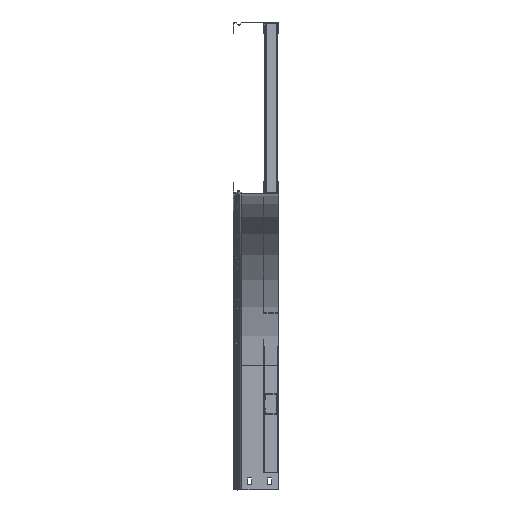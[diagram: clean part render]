
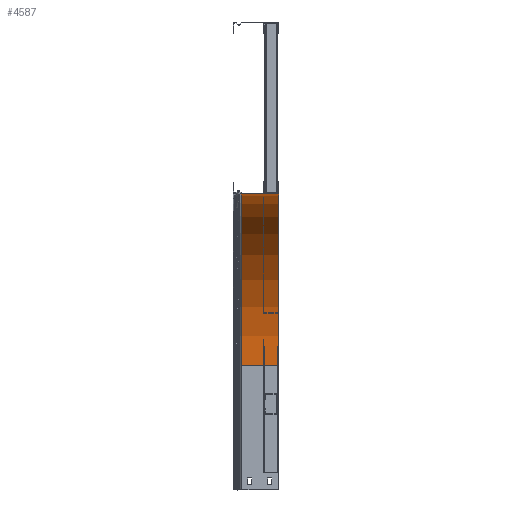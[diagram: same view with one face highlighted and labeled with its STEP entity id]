
A CAD part, left-side view. The second image highlights one B-rep face of the part: STEP entity #4587.
In plain terms, the highlighted cylindrical face has radius 300 mm (diameter 600 mm), a partial arc.
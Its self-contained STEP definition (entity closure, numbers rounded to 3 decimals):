
#63 = CIRCLE ( 'NONE', #3981, 300. ) ;
#613 = DIRECTION ( 'NONE',  ( 0., 1., 0. ) ) ;
#1393 = DIRECTION ( 'NONE',  ( 0., -1., 0. ) ) ;
#1420 = CARTESIAN_POINT ( 'NONE',  ( 0., 2.2, -300. ) ) ;
#1924 = CARTESIAN_POINT ( 'NONE',  ( 0., 65.525, 0. ) ) ;
#2364 = LINE ( 'NONE', #1420, #8770 ) ;
#2414 = LINE ( 'NONE', #9952, #6964 ) ;
#2891 = FACE_OUTER_BOUND ( 'NONE', #3232, .T. ) ;
#3031 = DIRECTION ( 'NONE',  ( 0., 1., 0. ) ) ;
#3207 = DIRECTION ( 'NONE',  ( 0., 0., 1. ) ) ;
#3232 = EDGE_LOOP ( 'NONE', ( #7526, #10776, #7934, #4582 ) ) ;
#3675 = CYLINDRICAL_SURFACE ( 'NONE', #4697, 300. ) ;
#3822 = CIRCLE ( 'NONE', #4061, 300. ) ;
#3891 = EDGE_CURVE ( 'NONE', #6848, #5683, #3822, .T. ) ;
#3981 = AXIS2_PLACEMENT_3D ( 'NONE', #1924, #9474, #6895 ) ;
#4061 = AXIS2_PLACEMENT_3D ( 'NONE', #8050, #1393, #4711 ) ;
#4582 = ORIENTED_EDGE ( 'NONE', *, *, #3891, .T. ) ;
#4587 = ADVANCED_FACE ( 'NONE', ( #2891 ), #3675, .F. ) ;
#4697 = AXIS2_PLACEMENT_3D ( 'NONE', #10706, #613, #3207 ) ;
#4711 = DIRECTION ( 'NONE',  ( 1., 0., 0. ) ) ;
#4743 = CARTESIAN_POINT ( 'NONE',  ( 0., 65.525, -300. ) ) ;
#5300 = EDGE_CURVE ( 'NONE', #6848, #6058, #2364, .T. ) ;
#5683 = VERTEX_POINT ( 'NONE', #7005 ) ;
#5804 = VERTEX_POINT ( 'NONE', #8468 ) ;
#6058 = VERTEX_POINT ( 'NONE', #4743 ) ;
#6642 = DIRECTION ( 'NONE',  ( 0., 1., 0. ) ) ;
#6848 = VERTEX_POINT ( 'NONE', #9985 ) ;
#6895 = DIRECTION ( 'NONE',  ( 0., 0., 1. ) ) ;
#6964 = VECTOR ( 'NONE', #6642, 1000. ) ;
#7005 = CARTESIAN_POINT ( 'NONE',  ( 300., 0., 0. ) ) ;
#7526 = ORIENTED_EDGE ( 'NONE', *, *, #9545, .T. ) ;
#7934 = ORIENTED_EDGE ( 'NONE', *, *, #5300, .F. ) ;
#8050 = CARTESIAN_POINT ( 'NONE',  ( 0., 0., 0. ) ) ;
#8468 = CARTESIAN_POINT ( 'NONE',  ( 300., 65.525, 0. ) ) ;
#8770 = VECTOR ( 'NONE', #3031, 1000. ) ;
#9474 = DIRECTION ( 'NONE',  ( 0., 1., 0. ) ) ;
#9545 = EDGE_CURVE ( 'NONE', #5683, #5804, #2414, .T. ) ;
#9952 = CARTESIAN_POINT ( 'NONE',  ( 300., 2.2, 0. ) ) ;
#9985 = CARTESIAN_POINT ( 'NONE',  ( 0., 0., -300. ) ) ;
#10429 = EDGE_CURVE ( 'NONE', #5804, #6058, #63, .T. ) ;
#10706 = CARTESIAN_POINT ( 'NONE',  ( 0., 0., 0. ) ) ;
#10776 = ORIENTED_EDGE ( 'NONE', *, *, #10429, .T. ) ;
